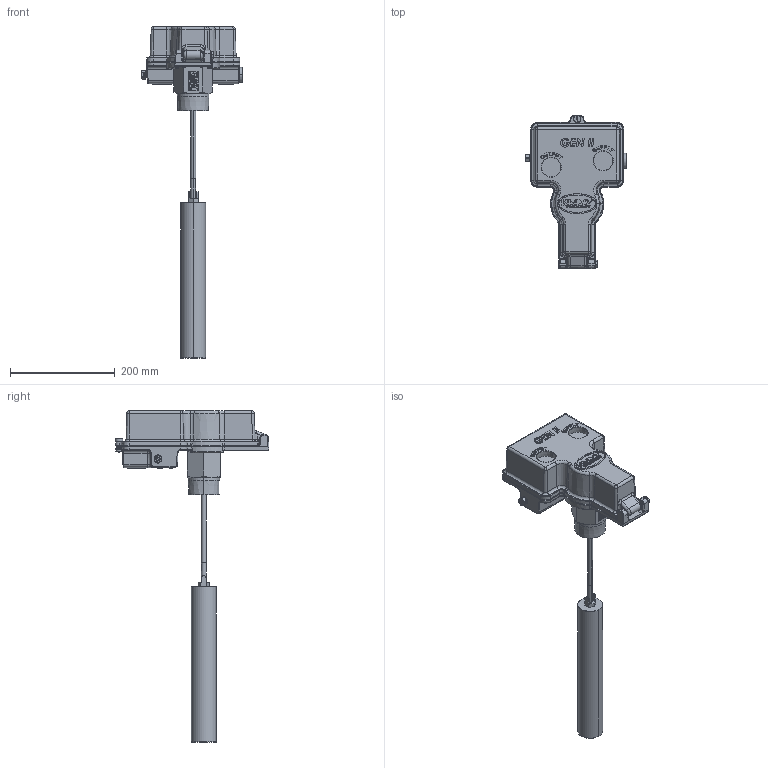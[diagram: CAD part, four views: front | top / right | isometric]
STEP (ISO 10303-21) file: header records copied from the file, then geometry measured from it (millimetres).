
FILE_DESCRIPTION (( 'STEP AP203' ), '1' );
FILE_NAME ('GEN II BACK MOUNT HORIZONTAL (CMMH).STEP', '2017-12-04T17:25:47', ( '' ), ( '' ), 'SwSTEP 2.0', 'SolidWorks 2016', '' );
FILE_SCHEMA (( 'CONFIG_CONTROL_DESIGN' ));
Length unit declared in the file: inch
Products named in the file (1): GEN II BACK MOUNT HORIZONTAL (CMMH)
Bounding box: 192.03 x 293.48 x 634.37 mm (x, y, z)
Volume: 3216305.7 mm3; surface area: 288817.7 mm2
Topology: 1 solids, 1 shells, 1889 faces, 4896 edges, 3115 vertices
Faces by surface type: plane 979, bspline 381, cylinder 286, torus 126, cone 95, sphere 22
Entity records: 76768 total; most frequent: CARTESIAN_POINT 33182, ORIENTED_EDGE 9734, DIRECTION 7930, EDGE_CURVE 4867, VERTEX_POINT 3115, LINE 3038, VECTOR 3038, AXIS2_PLACEMENT_3D 2446
